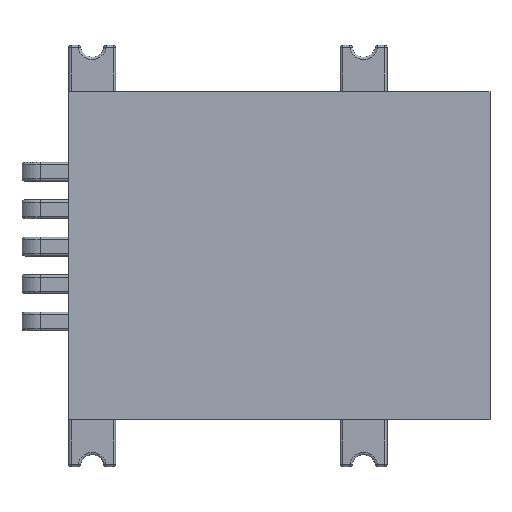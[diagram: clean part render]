
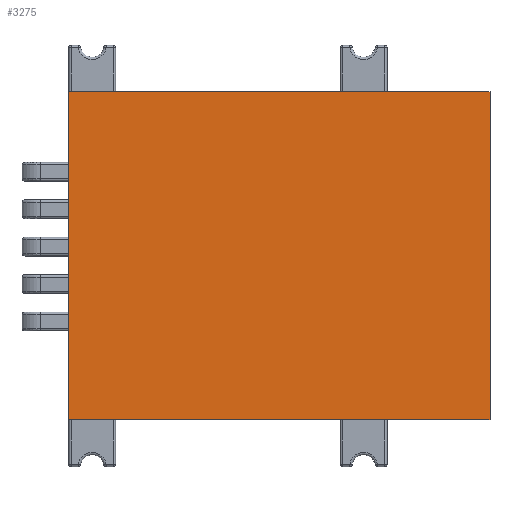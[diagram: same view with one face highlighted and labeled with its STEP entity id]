
A CAD part, top view. The second image highlights one B-rep face of the part: STEP entity #3275.
In plain terms, the highlighted planar face has unit normal (0, 0, 1).
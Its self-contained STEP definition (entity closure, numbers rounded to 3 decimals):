
#215=FACE_OUTER_BOUND('',#426,.T.);
#426=EDGE_LOOP('',(#2378,#2379,#2380,#2381));
#664=LINE('',#5127,#969);
#669=LINE('',#5137,#974);
#672=LINE('',#5141,#977);
#674=LINE('',#5144,#979);
#969=VECTOR('',#4077,10.);
#974=VECTOR('',#4084,10.);
#977=VECTOR('',#4089,10.);
#979=VECTOR('',#4093,10.);
#1443=VERTEX_POINT('',#5124);
#1444=VERTEX_POINT('',#5126);
#1447=VERTEX_POINT('',#5134);
#1448=VERTEX_POINT('',#5136);
#1780=EDGE_CURVE('',#1444,#1443,#664,.T.);
#1785=EDGE_CURVE('',#1448,#1447,#669,.T.);
#1788=EDGE_CURVE('',#1447,#1444,#672,.T.);
#1790=EDGE_CURVE('',#1443,#1448,#674,.T.);
#2378=ORIENTED_EDGE('',*,*,#1790,.T.);
#2379=ORIENTED_EDGE('',*,*,#1785,.T.);
#2380=ORIENTED_EDGE('',*,*,#1788,.T.);
#2381=ORIENTED_EDGE('',*,*,#1780,.T.);
#3149=PLANE('',#3551);
#3275=ADVANCED_FACE('',(#215),#3149,.T.);
#3551=AXIS2_PLACEMENT_3D('',#5145,#4094,#4095);
#4077=DIRECTION('',(1.,0.,0.));
#4084=DIRECTION('',(-1.,0.,0.));
#4089=DIRECTION('',(0.,-1.,0.));
#4093=DIRECTION('',(0.,1.,0.));
#4094=DIRECTION('center_axis',(0.,0.,1.));
#4095=DIRECTION('ref_axis',(1.,0.,0.));
#5124=CARTESIAN_POINT('',(0.,-7.,3.));
#5126=CARTESIAN_POINT('',(-9.,-7.,3.));
#5127=CARTESIAN_POINT('',(-9.,-7.,3.));
#5134=CARTESIAN_POINT('',(-9.,0.,3.));
#5136=CARTESIAN_POINT('',(0.,0.,3.));
#5137=CARTESIAN_POINT('',(0.,0.,3.));
#5141=CARTESIAN_POINT('',(-9.,0.,3.));
#5144=CARTESIAN_POINT('',(0.,-7.,3.));
#5145=CARTESIAN_POINT('Origin',(-4.5,-3.5,3.));
